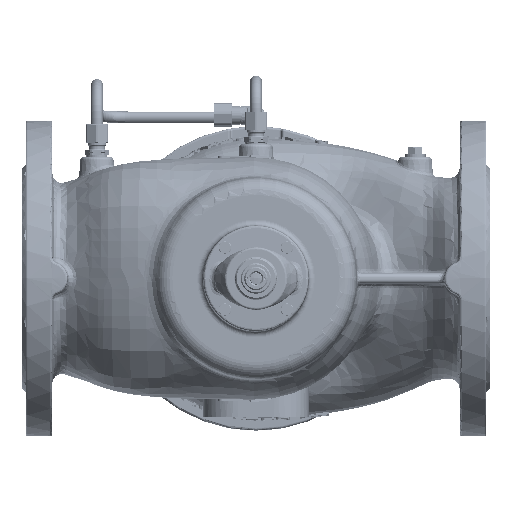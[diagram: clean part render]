
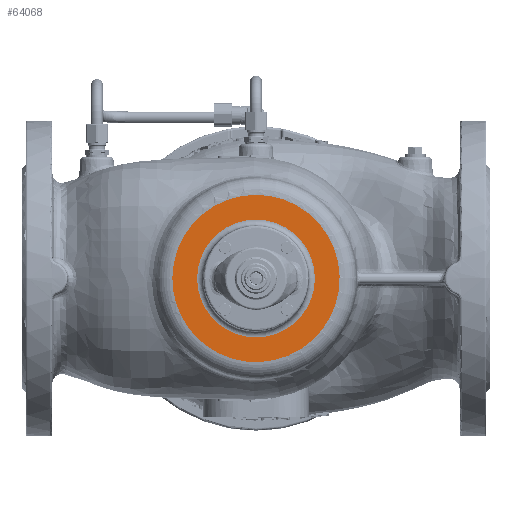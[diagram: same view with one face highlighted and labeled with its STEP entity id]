
A CAD part, front view. The second image highlights one B-rep face of the part: STEP entity #64068.
In plain terms, the highlighted planar face has unit normal (0, -1, 0).
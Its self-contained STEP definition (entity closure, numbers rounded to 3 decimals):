
#14895=CARTESIAN_POINT('',(0.,-143.,0.));
#14896=DIRECTION('',(0.,1.,0.));
#14897=DIRECTION('',(1.,0.,0.));
#14898=AXIS2_PLACEMENT_3D('',#14895,#14896,#14897);
#14900=CARTESIAN_POINT('',(0.,-143.,0.));
#14901=DIRECTION('',(0.,1.,0.));
#14902=DIRECTION('',(-1.,0.,0.));
#14903=AXIS2_PLACEMENT_3D('',#14900,#14901,#14902);
#14905=CARTESIAN_POINT('',(0.,-143.,0.));
#14906=DIRECTION('',(0.,1.,0.));
#14907=DIRECTION('',(-0.598,0.,-0.802));
#14908=AXIS2_PLACEMENT_3D('',#14905,#14906,#14907);
#14910=CARTESIAN_POINT('',(0.,-143.,0.));
#14911=DIRECTION('',(0.,1.,0.));
#14912=DIRECTION('',(-1.,0.,0.009));
#14913=AXIS2_PLACEMENT_3D('',#14910,#14911,#14912);
#24718=CARTESIAN_POINT('',(50.341,-143.,0.));
#24719=CARTESIAN_POINT('',(-50.341,-143.,0.));
#24720=VERTEX_POINT('',#24718);
#24721=VERTEX_POINT('',#24719);
#25768=CARTESIAN_POINT('',(-42.725,-143.,-57.328));
#25769=CARTESIAN_POINT('',(-71.494,-143.,0.675));
#25770=VERTEX_POINT('',#25768);
#25771=VERTEX_POINT('',#25769);
#64054=CARTESIAN_POINT('',(0.,-143.,0.));
#64055=DIRECTION('',(0.,-1.,0.));
#64056=DIRECTION('',(-1.,0.,0.));
#64057=AXIS2_PLACEMENT_3D('',#64054,#64055,#64056);
#64058=PLANE('',#64057);
#64059=ORIENTED_EDGE('',*,*,#56510,.T.);
#64060=ORIENTED_EDGE('',*,*,#54030,.T.);
#64061=EDGE_LOOP('',(#64059,#64060));
#64062=FACE_OUTER_BOUND('',#64061,.F.);
#64064=ORIENTED_EDGE('',*,*,#64063,.F.);
#64065=ORIENTED_EDGE('',*,*,#64044,.F.);
#64066=EDGE_LOOP('',(#64064,#64065));
#64067=FACE_BOUND('',#64066,.F.);
#64068=ADVANCED_FACE('',(#64062,#64067),#64058,.T.);
#14899=CIRCLE('',#14898,50.341);
#14904=CIRCLE('',#14903,50.341);
#14909=CIRCLE('',#14908,71.498);
#14914=CIRCLE('',#14913,71.498);
#54030=EDGE_CURVE('',#25771,#25770,#14914,.T.);
#56510=EDGE_CURVE('',#25770,#25771,#14909,.T.);
#64044=EDGE_CURVE('',#24721,#24720,#14904,.T.);
#64063=EDGE_CURVE('',#24720,#24721,#14899,.T.);
